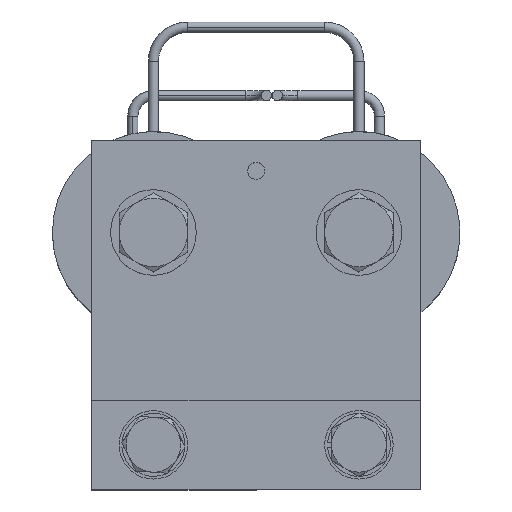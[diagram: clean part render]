
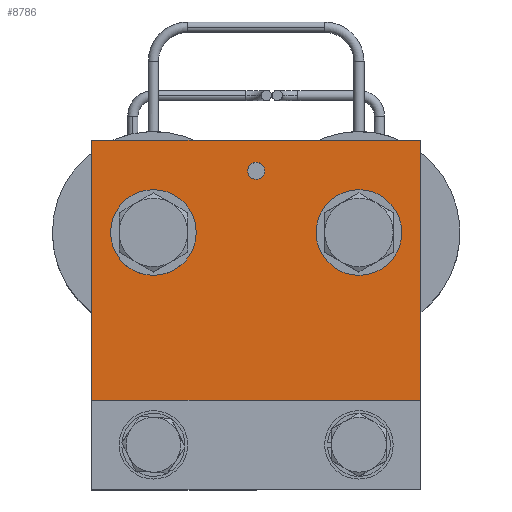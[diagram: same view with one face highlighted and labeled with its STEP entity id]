
A CAD part, top view. The second image highlights one B-rep face of the part: STEP entity #8786.
In plain terms, the highlighted planar face has unit normal (0, 0, 1).
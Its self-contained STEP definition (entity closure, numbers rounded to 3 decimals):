
#58 = DIRECTION ( 'NONE',  ( 1., 0., 0. ) ) ;
#113 = EDGE_CURVE ( 'NONE', #11006, #5516, #6500, .T. ) ;
#250 = FACE_BOUND ( 'NONE', #2937, .T. ) ;
#312 = ORIENTED_EDGE ( 'NONE', *, *, #3306, .F. ) ;
#370 = PLANE ( 'NONE',  #2298 ) ;
#610 = CARTESIAN_POINT ( 'NONE',  ( 0., 9., 8. ) ) ;
#865 = VERTEX_POINT ( 'NONE', #9829 ) ;
#867 = DIRECTION ( 'NONE',  ( 1., 0., 0. ) ) ;
#887 = VERTEX_POINT ( 'NONE', #6289 ) ;
#898 = CARTESIAN_POINT ( 'NONE',  ( -24., 13.5, 8. ) ) ;
#1008 = EDGE_CURVE ( 'NONE', #8802, #865, #6022, .T. ) ;
#1047 = CIRCLE ( 'NONE', #8259, 6.25 ) ;
#1314 = CARTESIAN_POINT ( 'NONE',  ( 11.102, -4.886, 8. ) ) ;
#1330 = AXIS2_PLACEMENT_3D ( 'NONE', #4652, #10312, #867 ) ;
#1472 = DIRECTION ( 'NONE',  ( 0., 0., 1. ) ) ;
#2012 = DIRECTION ( 'NONE',  ( -1., 0., 0. ) ) ;
#2144 = DIRECTION ( 'NONE',  ( 0., 0., 1. ) ) ;
#2246 = VERTEX_POINT ( 'NONE', #3119 ) ;
#2298 = AXIS2_PLACEMENT_3D ( 'NONE', #9634, #2144, #7872 ) ;
#2505 = CIRCLE ( 'NONE', #2692, 6.25 ) ;
#2577 = CARTESIAN_POINT ( 'NONE',  ( 15., 0., 8. ) ) ;
#2692 = AXIS2_PLACEMENT_3D ( 'NONE', #5681, #4831, #8491 ) ;
#2800 = EDGE_CURVE ( 'NONE', #865, #8802, #8437, .T. ) ;
#2937 = EDGE_LOOP ( 'NONE', ( #312, #4699 ) ) ;
#3090 = ORIENTED_EDGE ( 'NONE', *, *, #1008, .F. ) ;
#3119 = CARTESIAN_POINT ( 'NONE',  ( 24., -24.5, 8. ) ) ;
#3306 = EDGE_CURVE ( 'NONE', #11480, #6309, #1047, .T. ) ;
#3897 = EDGE_CURVE ( 'NONE', #5516, #2246, #4513, .T. ) ;
#4209 = FACE_BOUND ( 'NONE', #6643, .T. ) ;
#4215 = ORIENTED_EDGE ( 'NONE', *, *, #4941, .F. ) ;
#4333 = DIRECTION ( 'NONE',  ( 0., 0., 1. ) ) ;
#4395 = AXIS2_PLACEMENT_3D ( 'NONE', #7990, #4515, #58 ) ;
#4513 = LINE ( 'NONE', #8350, #11166 ) ;
#4515 = DIRECTION ( 'NONE',  ( 0., 0., 1. ) ) ;
#4652 = CARTESIAN_POINT ( 'NONE',  ( -15., 0., 8. ) ) ;
#4699 = ORIENTED_EDGE ( 'NONE', *, *, #8693, .F. ) ;
#4821 = CARTESIAN_POINT ( 'NONE',  ( -24., 13.5, 8. ) ) ;
#4831 = DIRECTION ( 'NONE',  ( 0., 0., 1. ) ) ;
#4842 = CARTESIAN_POINT ( 'NONE',  ( 24., 13.5, 8. ) ) ;
#4885 = EDGE_CURVE ( 'NONE', #887, #10857, #7710, .T. ) ;
#4941 = EDGE_CURVE ( 'NONE', #10857, #887, #11193, .T. ) ;
#4965 = ORIENTED_EDGE ( 'NONE', *, *, #8001, .T. ) ;
#5516 = VERTEX_POINT ( 'NONE', #9368 ) ;
#5575 = VERTEX_POINT ( 'NONE', #6867 ) ;
#5681 = CARTESIAN_POINT ( 'NONE',  ( 15., 0., 8. ) ) ;
#6022 = CIRCLE ( 'NONE', #1330, 6.25 ) ;
#6171 = DIRECTION ( 'NONE',  ( -0.624, -0.782, 0. ) ) ;
#6268 = ORIENTED_EDGE ( 'NONE', *, *, #2800, .F. ) ;
#6289 = CARTESIAN_POINT ( 'NONE',  ( -1.25, 9., 8. ) ) ;
#6309 = VERTEX_POINT ( 'NONE', #7093 ) ;
#6500 = LINE ( 'NONE', #898, #10661 ) ;
#6625 = EDGE_CURVE ( 'NONE', #2246, #5575, #6664, .T. ) ;
#6633 = DIRECTION ( 'NONE',  ( 0., -1., 0. ) ) ;
#6643 = EDGE_LOOP ( 'NONE', ( #4215, #8936 ) ) ;
#6664 = LINE ( 'NONE', #4842, #11596 ) ;
#6828 = LINE ( 'NONE', #4821, #9102 ) ;
#6867 = CARTESIAN_POINT ( 'NONE',  ( 24., 13.5, 8. ) ) ;
#6917 = DIRECTION ( 'NONE',  ( 0., 0., 1. ) ) ;
#7093 = CARTESIAN_POINT ( 'NONE',  ( 18.898, 4.886, 8. ) ) ;
#7434 = CARTESIAN_POINT ( 'NONE',  ( 1.25, 9., 8. ) ) ;
#7641 = DIRECTION ( 'NONE',  ( 0., 1., 0. ) ) ;
#7654 = AXIS2_PLACEMENT_3D ( 'NONE', #10622, #6917, #10511 ) ;
#7710 = CIRCLE ( 'NONE', #9451, 1.25 ) ;
#7828 = ORIENTED_EDGE ( 'NONE', *, *, #6625, .T. ) ;
#7872 = DIRECTION ( 'NONE',  ( 1., 0., 0. ) ) ;
#7910 = CARTESIAN_POINT ( 'NONE',  ( -24., 13.5, 8. ) ) ;
#7990 = CARTESIAN_POINT ( 'NONE',  ( 0., 9., 8. ) ) ;
#8001 = EDGE_CURVE ( 'NONE', #5575, #11006, #6828, .T. ) ;
#8259 = AXIS2_PLACEMENT_3D ( 'NONE', #2577, #1472, #6171 ) ;
#8350 = CARTESIAN_POINT ( 'NONE',  ( -24., -24.5, 8. ) ) ;
#8437 = CIRCLE ( 'NONE', #7654, 6.25 ) ;
#8491 = DIRECTION ( 'NONE',  ( -0.624, -0.782, 0. ) ) ;
#8693 = EDGE_CURVE ( 'NONE', #6309, #11480, #2505, .T. ) ;
#8786 = ADVANCED_FACE ( 'NONE', ( #8793, #250, #4209, #10653 ), #370, .T. ) ;
#8793 = FACE_BOUND ( 'NONE', #9793, .T. ) ;
#8802 = VERTEX_POINT ( 'NONE', #11574 ) ;
#8909 = DIRECTION ( 'NONE',  ( 1., 0., 0. ) ) ;
#8919 = ORIENTED_EDGE ( 'NONE', *, *, #113, .T. ) ;
#8936 = ORIENTED_EDGE ( 'NONE', *, *, #4885, .F. ) ;
#9102 = VECTOR ( 'NONE', #2012, 1000. ) ;
#9368 = CARTESIAN_POINT ( 'NONE',  ( -24., -24.5, 8. ) ) ;
#9451 = AXIS2_PLACEMENT_3D ( 'NONE', #610, #4333, #8909 ) ;
#9634 = CARTESIAN_POINT ( 'NONE',  ( 0., 0., 8. ) ) ;
#9793 = EDGE_LOOP ( 'NONE', ( #6268, #3090 ) ) ;
#9829 = CARTESIAN_POINT ( 'NONE',  ( -8.75, 0., 8. ) ) ;
#10152 = EDGE_LOOP ( 'NONE', ( #8919, #11600, #7828, #4965 ) ) ;
#10312 = DIRECTION ( 'NONE',  ( 0., 0., 1. ) ) ;
#10511 = DIRECTION ( 'NONE',  ( 1., 0., 0. ) ) ;
#10622 = CARTESIAN_POINT ( 'NONE',  ( -15., 0., 8. ) ) ;
#10653 = FACE_OUTER_BOUND ( 'NONE', #10152, .T. ) ;
#10661 = VECTOR ( 'NONE', #6633, 1000. ) ;
#10857 = VERTEX_POINT ( 'NONE', #7434 ) ;
#11006 = VERTEX_POINT ( 'NONE', #7910 ) ;
#11166 = VECTOR ( 'NONE', #12051, 1000. ) ;
#11193 = CIRCLE ( 'NONE', #4395, 1.25 ) ;
#11480 = VERTEX_POINT ( 'NONE', #1314 ) ;
#11574 = CARTESIAN_POINT ( 'NONE',  ( -21.25, 0., 8. ) ) ;
#11596 = VECTOR ( 'NONE', #7641, 1000. ) ;
#11600 = ORIENTED_EDGE ( 'NONE', *, *, #3897, .T. ) ;
#12051 = DIRECTION ( 'NONE',  ( 1., 0., 0. ) ) ;
